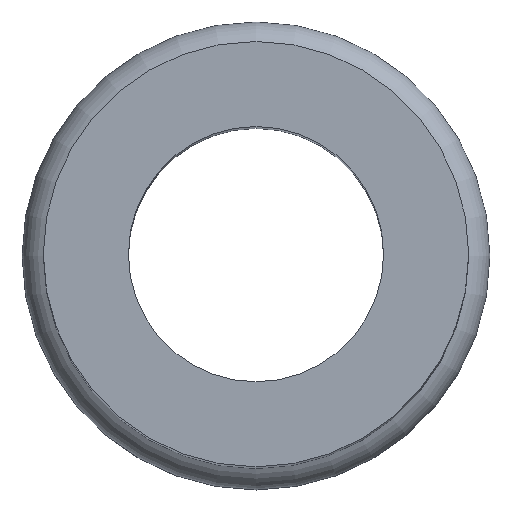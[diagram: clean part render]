
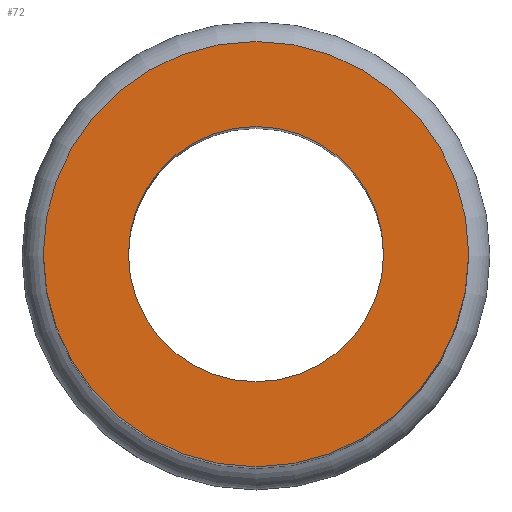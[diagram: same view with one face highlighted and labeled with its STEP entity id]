
A CAD part, top view. The second image highlights one B-rep face of the part: STEP entity #72.
In plain terms, the highlighted planar face has unit normal (0, 0, 1).
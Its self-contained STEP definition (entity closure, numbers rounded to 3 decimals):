
#48=EDGE_CURVE('240[2]',#108,#108,#109,.T.);
#58=EDGE_CURVE('240[2]',#122,#122,#123,.T.);
#72=ADVANCED_FACE('240[2]',(#143,#144),#145,.T.);
#108=VERTEX_POINT('',#177);
#109=CIRCLE('',#178,3.0);
#122=VERTEX_POINT('',#194);
#123=CIRCLE('',#195,5.);
#143=FACE_OUTER_BOUND('',#221,.T.);
#144=FACE_BOUND('',#222,.T.);
#145=PLANE('',#223);
#177=CARTESIAN_POINT('',(0.,3.,24.5));
#178=AXIS2_PLACEMENT_3D('',#249,#250,#251);
#194=CARTESIAN_POINT('',(0.,5.,24.5));
#195=AXIS2_PLACEMENT_3D('',#262,#263,#264);
#221=EDGE_LOOP('',(#284));
#222=EDGE_LOOP('',(#285));
#223=AXIS2_PLACEMENT_3D('',#286,#287,#288);
#249=CARTESIAN_POINT('',(0.,0.,24.5));
#250=DIRECTION('',(0.,0.,-1.0));
#251=DIRECTION('',(0.,1.0,0.));
#262=CARTESIAN_POINT('',(0.,0.,24.5));
#263=DIRECTION('',(0.,0.,-1.0));
#264=DIRECTION('',(0.,1.0,0.));
#284=ORIENTED_EDGE('',*,*,#58,.F.);
#285=ORIENTED_EDGE('',*,*,#48,.T.);
#286=CARTESIAN_POINT('',(0.,4.,24.5));
#287=DIRECTION('',(0.,0.,1.0));
#288=DIRECTION('',(0.,-1.0,0.));
